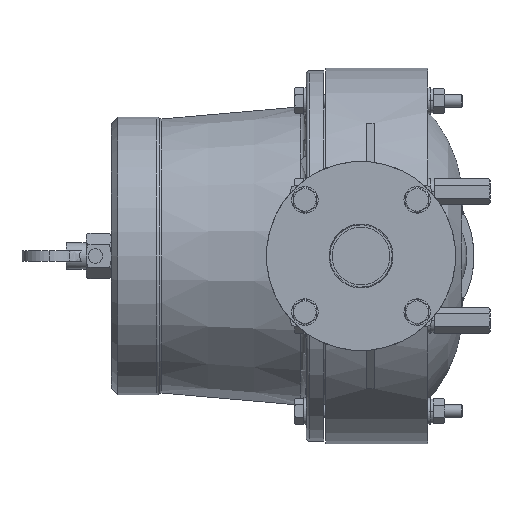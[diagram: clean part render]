
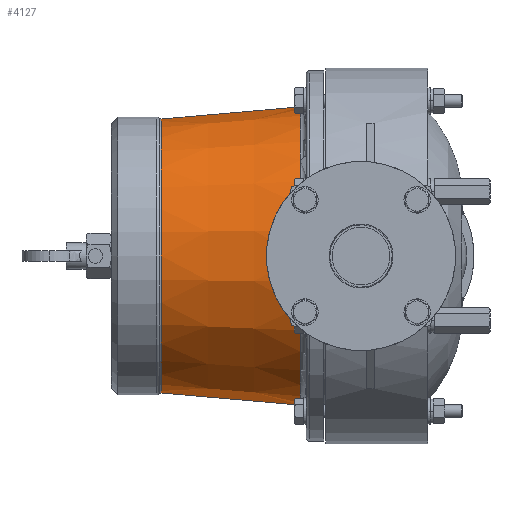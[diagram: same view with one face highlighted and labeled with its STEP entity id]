
A CAD part, left-side view. The second image highlights one B-rep face of the part: STEP entity #4127.
In plain terms, the highlighted conical face has half-angle 5 degrees and reference radius 113.148 mm.
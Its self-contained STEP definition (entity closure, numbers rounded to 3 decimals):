
#5 = VERTEX_POINT ( 'NONE', #10569 ) ;
#4127 = ADVANCED_FACE ( 'NONE', ( #19078 ), #19077, .T. ) ;
#4128 = EDGE_LOOP ( 'NONE', ( #4129, #4183, #4184, #4185 ) ) ;
#4129 = ORIENTED_EDGE ( 'NONE', *, *, #6229, .F. ) ;
#4183 = ORIENTED_EDGE ( 'NONE', *, *, #35493, .T. ) ;
#4184 = ORIENTED_EDGE ( 'NONE', *, *, #35311, .T. ) ;
#4185 = ORIENTED_EDGE ( 'NONE', *, *, #34339, .T. ) ;
#5970 = VERTEX_POINT ( 'NONE', #22564 ) ;
#6229 = EDGE_CURVE ( 'NONE', #5970, #5, #23080, .T. ) ;
#6503 = VERTEX_POINT ( 'NONE', #23551 ) ;
#10569 = CARTESIAN_POINT ( 'NONE',  ( 0., 4.564, 112.748 ) ) ;
#19072 = DIRECTION ( 'NONE',  ( 0., 0., -1. ) ) ;
#19073 = DIRECTION ( 'NONE',  ( 0., -1., 0. ) ) ;
#19074 = CARTESIAN_POINT ( 'NONE',  ( 0., 0., 0. ) ) ;
#19075 = AXIS2_PLACEMENT_3D ( 'NONE', #19074, #19073, #19072 ) ;
#19077 = CONICAL_SURFACE ( 'NONE', #19075, 113.148, 0.087 ) ;
#19078 = FACE_OUTER_BOUND ( 'NONE', #4128, .T. ) ;
#22564 = CARTESIAN_POINT ( 'NONE',  ( 0., 109.69, 103.551 ) ) ;
#23080 = LINE ( 'NONE', #23144, #23143 ) ;
#23142 = DIRECTION ( 'NONE',  ( 0., -0.996, 0.087 ) ) ;
#23143 = VECTOR ( 'NONE', #23142, 1000. ) ;
#23144 = CARTESIAN_POINT ( 'NONE',  ( 0., 0., 113.148 ) ) ;
#23551 = CARTESIAN_POINT ( 'NONE',  ( 0., 109.69, -103.551 ) ) ;
#31564 = CARTESIAN_POINT ( 'NONE',  ( 0., 4.564, 0. ) ) ;
#31565 = CARTESIAN_POINT ( 'NONE',  ( 0., 4.564, -112.748 ) ) ;
#31620 = DIRECTION ( 'NONE',  ( 0., 0., -1. ) ) ;
#31621 = DIRECTION ( 'NONE',  ( 0., 1., 0. ) ) ;
#31622 = AXIS2_PLACEMENT_3D ( 'NONE', #31564, #31621, #31620 ) ;
#31623 = CIRCLE ( 'NONE', #31622, 112.748 ) ;
#33715 = DIRECTION ( 'NONE',  ( 0., -0.996, -0.087 ) ) ;
#33716 = VECTOR ( 'NONE', #33715, 1000. ) ;
#33717 = CARTESIAN_POINT ( 'NONE',  ( 0., 0., -113.148 ) ) ;
#33718 = LINE ( 'NONE', #33717, #33716 ) ;
#34031 = CARTESIAN_POINT ( 'NONE',  ( 0., 109.69, 0. ) ) ;
#34082 = DIRECTION ( 'NONE',  ( 0., 0., 1. ) ) ;
#34083 = DIRECTION ( 'NONE',  ( 0., -1., 0. ) ) ;
#34084 = AXIS2_PLACEMENT_3D ( 'NONE', #34031, #34083, #34082 ) ;
#34085 = CIRCLE ( 'NONE', #34084, 103.551 ) ;
#34337 = VERTEX_POINT ( 'NONE', #31565 ) ;
#34339 = EDGE_CURVE ( 'NONE', #34337, #5, #31623, .T. ) ;
#35311 = EDGE_CURVE ( 'NONE', #6503, #34337, #33718, .T. ) ;
#35493 = EDGE_CURVE ( 'NONE', #5970, #6503, #34085, .T. ) ;
